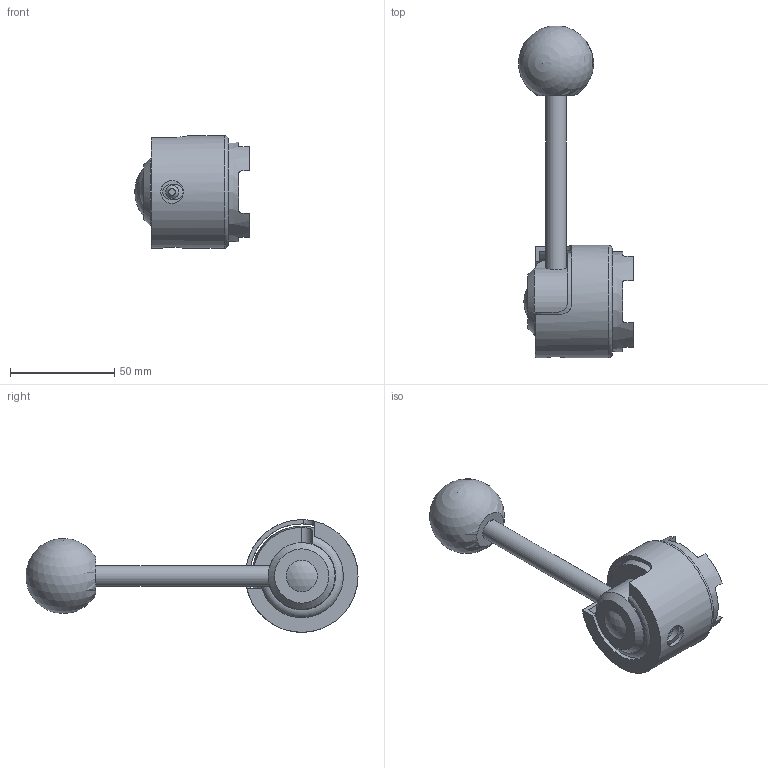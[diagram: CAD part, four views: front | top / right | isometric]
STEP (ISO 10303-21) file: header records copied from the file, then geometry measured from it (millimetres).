
FILE_DESCRIPTION((''),'2;1');
FILE_NAME('57040015X050.stp','2010-10-27T09:15:15',('Creator'),(''),'Autodesk Inventor 2010','Autodesk Inventor 2010','');
FILE_SCHEMA(('AUTOMOTIVE_DESIGN { 1 0 10303 214 1 1 1 1 }'));
Length unit declared in the file: millimetre
Products named in the file (1): 57040015X050
Bounding box: 54.92 x 159.15 x 54 mm (x, y, z)
Surface area: 40360.5 mm2 (no closed solid volume)
Topology: 0 solids, 6 shells, 106 faces, 278 edges, 184 vertices
Faces by surface type: plane 52, cylinder 43, cone 6, torus 2, sphere 2, bspline 1
Full cylindrical faces by diameter (mm): 5.5 x1, 6.2 x1, 6.8 x1, 8.376 x1, 8.8 x3, 9 x1, 9.8 x1, 10 x2, 10.5 x1, 10.917 x2, 12 x2, 13.5 x1, 13.8 x1, 31.9 x1, 32 x1, 50 x1, 54 x1
Entity records: 3702 total; most frequent: CARTESIAN_POINT 1302, DIRECTION 470, ORIENTED_EDGE 452, EDGE_CURVE 226, AXIS2_PLACEMENT_3D 194, VERTEX_POINT 167, EDGE_LOOP 161, FACE_OUTER_BOUND 106
